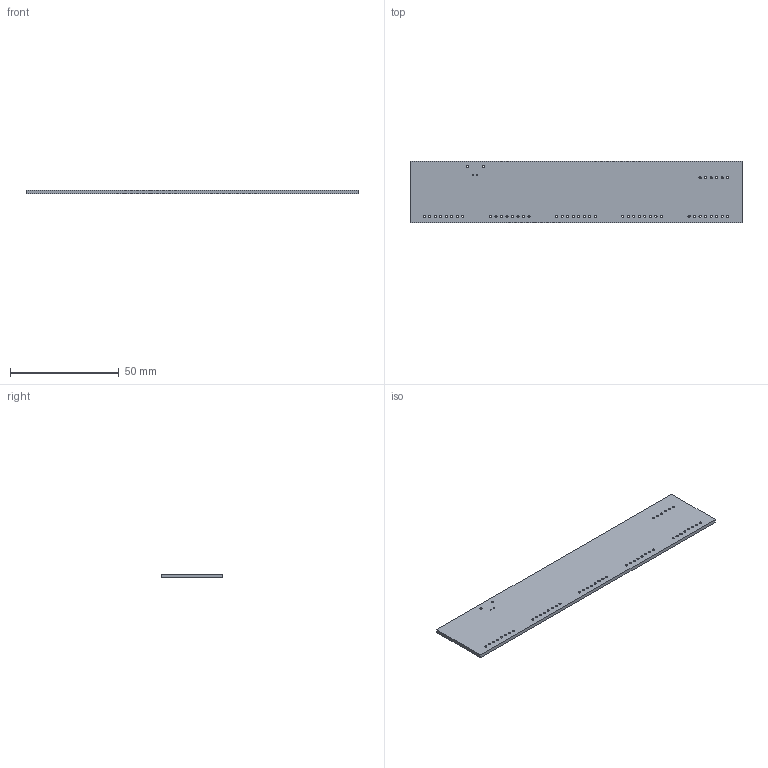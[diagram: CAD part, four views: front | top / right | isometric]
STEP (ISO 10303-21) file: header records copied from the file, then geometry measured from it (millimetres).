
FILE_DESCRIPTION(('KiCad electronic assembly'),'2;1');
FILE_NAME('Aktien Anzeiger.step','2023-07-07T16:13:48',('Pcbnew'),( 'Kicad'),'Open CASCADE STEP processor 7.6','KiCad to STEP converter' ,'Unknown');
FILE_SCHEMA(('AUTOMOTIVE_DESIGN { 1 0 10303 214 1 1 1 1 }'));
Length unit declared in the file: millimetre
Products named in the file (2): Aktien Anzeiger 1; PCB
Assembly tree (1 placements, depth 2):
  Aktien Anzeiger 1
    PCB
Bounding box: 152.85 x 28.54 x 1.6 mm (x, y, z)
Volume: 6902 mm3; surface area: 9456.1 mm2
Topology: 1 solids, 1 shells, 56 faces, 162 edges, 108 vertices
Faces by surface type: cylinder 50, plane 6
Full cylindrical faces by diameter (mm): 0.6 x2, 1 x46, 1.1 x2
Entity records: 4559 total; most frequent: CARTESIAN_POINT 1252, DIRECTION 602, ORIENTED_EDGE 324, PCURVE 324, DEFINITIONAL_REPRESENTATION 324, LINE 286, VECTOR 286, EDGE_CURVE 162
